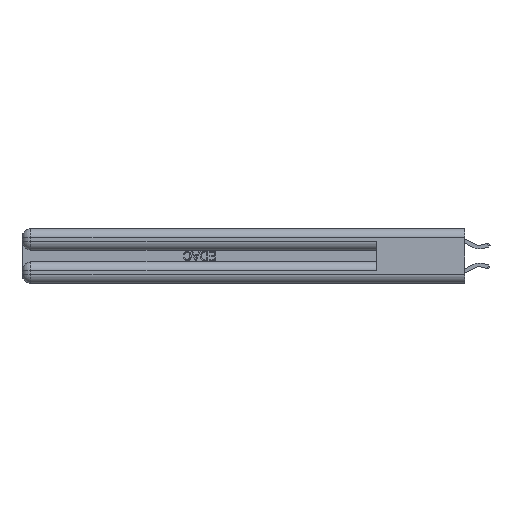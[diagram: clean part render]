
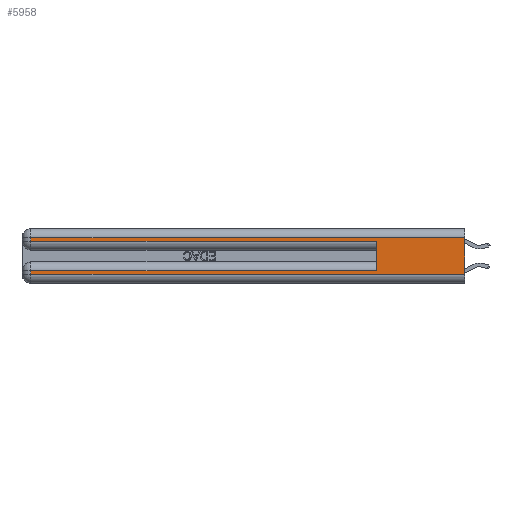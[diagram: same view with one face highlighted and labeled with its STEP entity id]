
A CAD part, left-side view. The second image highlights one B-rep face of the part: STEP entity #5958.
In plain terms, the highlighted planar face has unit normal (-1, 0, 0).
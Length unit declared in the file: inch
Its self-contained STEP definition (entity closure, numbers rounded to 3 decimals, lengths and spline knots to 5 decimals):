
#438 = VECTOR ( 'NONE', #18440, 39.37008 ) ;
#1488 = AXIS2_PLACEMENT_3D ( 'NONE', #28717, #13162, #2720 ) ;
#1688 = LINE ( 'NONE', #15803, #438 ) ;
#2720 = DIRECTION ( 'NONE',  ( 0., 0., -1. ) ) ;
#2748 = CARTESIAN_POINT ( 'NONE',  ( 0., 2.94, 0.37 ) ) ;
#2781 = CARTESIAN_POINT ( 'NONE',  ( 0., 0.6, 0.085 ) ) ;
#2945 = CARTESIAN_POINT ( 'NONE',  ( 0., 0., 0.37 ) ) ;
#4387 = DIRECTION ( 'NONE',  ( 0., 1., 0. ) ) ;
#5134 = FACE_OUTER_BOUND ( 'NONE', #16695, .T. ) ;
#5958 = ADVANCED_FACE ( 'NONE', ( #5134 ), #26076, .F. ) ;
#7357 = CARTESIAN_POINT ( 'NONE',  ( 0., 0.6, 0.285 ) ) ;
#9318 = VECTOR ( 'NONE', #4387, 39.37008 ) ;
#9542 = ORIENTED_EDGE ( 'NONE', *, *, #25411, .F. ) ;
#9772 = VERTEX_POINT ( 'NONE', #26778 ) ;
#10257 = EDGE_CURVE ( 'NONE', #25706, #27961, #1688, .T. ) ;
#11286 = ORIENTED_EDGE ( 'NONE', *, *, #27138, .T. ) ;
#11422 = CARTESIAN_POINT ( 'NONE',  ( 0., 0., 0.285 ) ) ;
#11894 = DIRECTION ( 'NONE',  ( 0., -1., 0. ) ) ;
#12209 = VECTOR ( 'NONE', #13155, 39.37008 ) ;
#12374 = CARTESIAN_POINT ( 'NONE',  ( 0., 2.94, 0.31 ) ) ;
#12855 = ORIENTED_EDGE ( 'NONE', *, *, #33468, .T. ) ;
#12922 = ORIENTED_EDGE ( 'NONE', *, *, #21381, .F. ) ;
#13155 = DIRECTION ( 'NONE',  ( 0., 0., -1. ) ) ;
#13162 = DIRECTION ( 'NONE',  ( 1., 0., 0. ) ) ;
#13615 = CARTESIAN_POINT ( 'NONE',  ( 0., 0., 0.31 ) ) ;
#13748 = LINE ( 'NONE', #16539, #15370 ) ;
#14227 = EDGE_CURVE ( 'NONE', #27961, #9772, #18316, .T. ) ;
#15262 = CARTESIAN_POINT ( 'NONE',  ( 0., 2.94, 0.285 ) ) ;
#15370 = VECTOR ( 'NONE', #21787, 39.37008 ) ;
#15566 = CARTESIAN_POINT ( 'NONE',  ( 0., 2.94, 0.085 ) ) ;
#15803 = CARTESIAN_POINT ( 'NONE',  ( 0., 0., 0.085 ) ) ;
#16511 = VERTEX_POINT ( 'NONE', #15262 ) ;
#16539 = CARTESIAN_POINT ( 'NONE',  ( 0., 0.6, 0.145 ) ) ;
#16695 = EDGE_LOOP ( 'NONE', ( #12922, #18294, #24513, #11286, #9542, #25231, #27512, #12855 ) ) ;
#18294 = ORIENTED_EDGE ( 'NONE', *, *, #24428, .T. ) ;
#18316 = LINE ( 'NONE', #25743, #12209 ) ;
#18440 = DIRECTION ( 'NONE',  ( 0., 1., 0. ) ) ;
#18784 = VERTEX_POINT ( 'NONE', #26663 ) ;
#20648 = VECTOR ( 'NONE', #11894, 39.37008 ) ;
#21119 = VECTOR ( 'NONE', #29292, 39.37008 ) ;
#21231 = DIRECTION ( 'NONE',  ( 0., 0., -1. ) ) ;
#21381 = EDGE_CURVE ( 'NONE', #33251, #18784, #28347, .T. ) ;
#21787 = DIRECTION ( 'NONE',  ( 0., 0., 1. ) ) ;
#23006 = VECTOR ( 'NONE', #21231, 39.37008 ) ;
#24031 = LINE ( 'NONE', #25221, #9318 ) ;
#24428 = EDGE_CURVE ( 'NONE', #33251, #26627, #24031, .T. ) ;
#24513 = ORIENTED_EDGE ( 'NONE', *, *, #32687, .T. ) ;
#25221 = CARTESIAN_POINT ( 'NONE',  ( 0., 0., 0.31 ) ) ;
#25231 = ORIENTED_EDGE ( 'NONE', *, *, #10257, .T. ) ;
#25411 = EDGE_CURVE ( 'NONE', #25706, #32528, #13748, .T. ) ;
#25706 = VERTEX_POINT ( 'NONE', #2781 ) ;
#25743 = CARTESIAN_POINT ( 'NONE',  ( 0., 2.94, 0.37 ) ) ;
#26054 = LINE ( 'NONE', #2748, #21119 ) ;
#26076 = PLANE ( 'NONE',  #1488 ) ;
#26627 = VERTEX_POINT ( 'NONE', #12374 ) ;
#26663 = CARTESIAN_POINT ( 'NONE',  ( 0., 0., 0.06 ) ) ;
#26778 = CARTESIAN_POINT ( 'NONE',  ( 0., 2.94, 0.06 ) ) ;
#27138 = EDGE_CURVE ( 'NONE', #16511, #32528, #33278, .T. ) ;
#27512 = ORIENTED_EDGE ( 'NONE', *, *, #14227, .T. ) ;
#27551 = CARTESIAN_POINT ( 'NONE',  ( 0., 0., 0.06 ) ) ;
#27638 = LINE ( 'NONE', #27551, #20648 ) ;
#27961 = VERTEX_POINT ( 'NONE', #15566 ) ;
#28347 = LINE ( 'NONE', #2945, #23006 ) ;
#28356 = VECTOR ( 'NONE', #32116, 39.37008 ) ;
#28717 = CARTESIAN_POINT ( 'NONE',  ( 0., 0., 0.37 ) ) ;
#29292 = DIRECTION ( 'NONE',  ( 0., 0., -1. ) ) ;
#32116 = DIRECTION ( 'NONE',  ( 0., -1., 0. ) ) ;
#32528 = VERTEX_POINT ( 'NONE', #7357 ) ;
#32687 = EDGE_CURVE ( 'NONE', #26627, #16511, #26054, .T. ) ;
#33251 = VERTEX_POINT ( 'NONE', #13615 ) ;
#33278 = LINE ( 'NONE', #11422, #28356 ) ;
#33468 = EDGE_CURVE ( 'NONE', #9772, #18784, #27638, .T. ) ;
